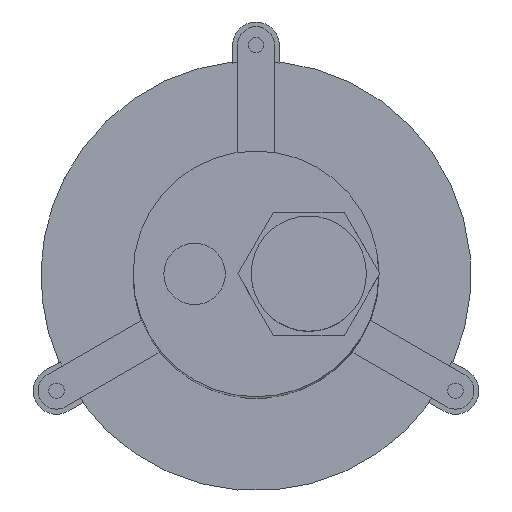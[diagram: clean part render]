
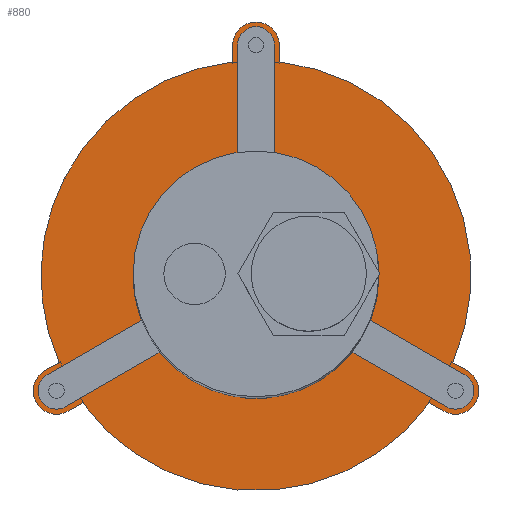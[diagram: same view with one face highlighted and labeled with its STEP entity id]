
A CAD part, top view. The second image highlights one B-rep face of the part: STEP entity #880.
In plain terms, the highlighted face is planar.
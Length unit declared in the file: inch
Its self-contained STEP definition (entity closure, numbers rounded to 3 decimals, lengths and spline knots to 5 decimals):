
#5 = EDGE_CURVE ( 'NONE', #16, #1531, #786, .T. ) ;
#16 = VERTEX_POINT ( 'NONE', #1799 ) ;
#17 = EDGE_CURVE ( 'NONE', #1249, #1453, #228, .T. ) ;
#37 = CARTESIAN_POINT ( 'NONE',  ( -1.60161, -0.7053, 0. ) ) ;
#111 = ORIENTED_EDGE ( 'NONE', *, *, #17, .T. ) ;
#117 = CARTESIAN_POINT ( 'NONE',  ( -1.6238, -0.9375, 0. ) ) ;
#138 = LINE ( 'NONE', #2238, #1708 ) ;
#146 = DIRECTION ( 'NONE',  ( 0., 1., 0. ) ) ;
#165 = EDGE_CURVE ( 'NONE', #1946, #1300, #2025, .T. ) ;
#174 = CARTESIAN_POINT ( 'NONE',  ( 0., 0., 0. ) ) ;
#194 = VERTEX_POINT ( 'NONE', #2021 ) ;
#224 = LINE ( 'NONE', #1686, #1325 ) ;
#228 = CIRCLE ( 'NONE', #1392, 0.19 ) ;
#229 = CARTESIAN_POINT ( 'NONE',  ( -1.5288, -1.10204, 0. ) ) ;
#244 = EDGE_CURVE ( 'NONE', #634, #2556, #2355, .T. ) ;
#262 = CARTESIAN_POINT ( 'NONE',  ( 0., 1.875, 0. ) ) ;
#272 = DIRECTION ( 'NONE',  ( 0.866, -0.5, 0. ) ) ;
#299 = CARTESIAN_POINT ( 'NONE',  ( 1.55615, 0.80071, 0. ) ) ;
#305 = ORIENTED_EDGE ( 'NONE', *, *, #1021, .F. ) ;
#307 = LINE ( 'NONE', #1218, #1346 ) ;
#312 = EDGE_CURVE ( 'NONE', #16, #1249, #138, .T. ) ;
#324 = ORIENTED_EDGE ( 'NONE', *, *, #312, .T. ) ;
#332 = ORIENTED_EDGE ( 'NONE', *, *, #608, .T. ) ;
#343 = ORIENTED_EDGE ( 'NONE', *, *, #1845, .T. ) ;
#356 = ORIENTED_EDGE ( 'NONE', *, *, #1026, .T. ) ;
#363 = CARTESIAN_POINT ( 'NONE',  ( -1.8138, -0.9375, 0. ) ) ;
#408 = ORIENTED_EDGE ( 'NONE', *, *, #165, .F. ) ;
#420 = AXIS2_PLACEMENT_3D ( 'NONE', #1460, #1458, #1450 ) ;
#514 = VECTOR ( 'NONE', #272, 39.37008 ) ;
#545 = CIRCLE ( 'NONE', #420, 0.19 ) ;
#550 = VECTOR ( 'NONE', #894, 39.37008 ) ;
#586 = CARTESIAN_POINT ( 'NONE',  ( 0.19, 1.73971, 0. ) ) ;
#608 = EDGE_CURVE ( 'NONE', #2556, #1110, #224, .T. ) ;
#616 = CIRCLE ( 'NONE', #2211, 1.75 ) ;
#634 = VERTEX_POINT ( 'NONE', #1605 ) ;
#644 = EDGE_CURVE ( 'NONE', #1453, #2504, #1199, .T. ) ;
#696 = ORIENTED_EDGE ( 'NONE', *, *, #1573, .F. ) ;
#786 = CIRCLE ( 'NONE', #1308, 1.75 ) ;
#807 = DIRECTION ( 'NONE',  ( 0.5, -0.866, 0. ) ) ;
#819 = ORIENTED_EDGE ( 'NONE', *, *, #244, .T. ) ;
#820 = CARTESIAN_POINT ( 'NONE',  ( -1.7188, -0.77296, 0. ) ) ;
#831 = DIRECTION ( 'NONE',  ( 1., 0., 0. ) ) ;
#835 = DIRECTION ( 'NONE',  ( 0., 0., 1. ) ) ;
#840 = CARTESIAN_POINT ( 'NONE',  ( 0., 0., 0. ) ) ;
#880 = ADVANCED_FACE ( 'NONE', ( #2466 ), #1083, .F. ) ;
#894 = DIRECTION ( 'NONE',  ( 0.866, 0.5, 0. ) ) ;
#940 = ORIENTED_EDGE ( 'NONE', *, *, #644, .T. ) ;
#1018 = AXIS2_PLACEMENT_3D ( 'NONE', #1562, #1557, #1552 ) ;
#1021 = EDGE_CURVE ( 'NONE', #1703, #2147, #616, .T. ) ;
#1026 = EDGE_CURVE ( 'NONE', #2504, #1300, #1644, .T. ) ;
#1060 = DIRECTION ( 'NONE',  ( 1., 0., 0. ) ) ;
#1062 = LINE ( 'NONE', #2011, #514 ) ;
#1070 = DIRECTION ( 'NONE',  ( 0., 0., 1. ) ) ;
#1083 = PLANE ( 'NONE',  #1938 ) ;
#1101 = CARTESIAN_POINT ( 'NONE',  ( 0., 0., 0. ) ) ;
#1110 = VERTEX_POINT ( 'NONE', #586 ) ;
#1121 = DIRECTION ( 'NONE',  ( -0.866, 0.5, 0. ) ) ;
#1127 = DIRECTION ( 'NONE',  ( 1., 0., 0. ) ) ;
#1146 = CARTESIAN_POINT ( 'NONE',  ( -0.19, 1.73991, 0. ) ) ;
#1165 = CARTESIAN_POINT ( 'NONE',  ( 1.5288, -1.10204, 0. ) ) ;
#1199 = CIRCLE ( 'NONE', #1018, 0.19 ) ;
#1218 = CARTESIAN_POINT ( 'NONE',  ( -0.19, 1.685, 0. ) ) ;
#1249 = VERTEX_POINT ( 'NONE', #229 ) ;
#1260 = DIRECTION ( 'NONE',  ( -1., 0., 0. ) ) ;
#1300 = VERTEX_POINT ( 'NONE', #37 ) ;
#1308 = AXIS2_PLACEMENT_3D ( 'NONE', #1565, #1334, #1127 ) ;
#1320 = VECTOR ( 'NONE', #1121, 39.37008 ) ;
#1325 = VECTOR ( 'NONE', #1653, 39.37008 ) ;
#1334 = DIRECTION ( 'NONE',  ( 0., 0., 1. ) ) ;
#1346 = VECTOR ( 'NONE', #146, 39.37008 ) ;
#1392 = AXIS2_PLACEMENT_3D ( 'NONE', #117, #2605, #807 ) ;
#1437 = EDGE_CURVE ( 'NONE', #1703, #1781, #1062, .T. ) ;
#1450 = DIRECTION ( 'NONE',  ( 0.5, 0.866, 0. ) ) ;
#1453 = VERTEX_POINT ( 'NONE', #363 ) ;
#1454 = ORIENTED_EDGE ( 'NONE', *, *, #1437, .T. ) ;
#1458 = DIRECTION ( 'NONE',  ( 0., 0., -1. ) ) ;
#1460 = CARTESIAN_POINT ( 'NONE',  ( 1.6238, -0.9375, 0. ) ) ;
#1505 = CARTESIAN_POINT ( 'NONE',  ( -1.7188, -0.77296, 0. ) ) ;
#1530 = CARTESIAN_POINT ( 'NONE',  ( 1.7188, -0.77296, 0. ) ) ;
#1531 = VERTEX_POINT ( 'NONE', #2547 ) ;
#1552 = DIRECTION ( 'NONE',  ( 0.5, -0.866, 0. ) ) ;
#1557 = DIRECTION ( 'NONE',  ( 0., 0., -1. ) ) ;
#1562 = CARTESIAN_POINT ( 'NONE',  ( -1.6238, -0.9375, 0. ) ) ;
#1565 = CARTESIAN_POINT ( 'NONE',  ( 0., 0., 0. ) ) ;
#1573 = EDGE_CURVE ( 'NONE', #2147, #1110, #1888, .T. ) ;
#1605 = CARTESIAN_POINT ( 'NONE',  ( -0.19, 1.875, 0. ) ) ;
#1644 = LINE ( 'NONE', #820, #550 ) ;
#1653 = DIRECTION ( 'NONE',  ( 0., -1., 0. ) ) ;
#1655 = CARTESIAN_POINT ( 'NONE',  ( 1.60147, -0.70522, 0. ) ) ;
#1686 = CARTESIAN_POINT ( 'NONE',  ( 0.19, 1.875, 0. ) ) ;
#1703 = VERTEX_POINT ( 'NONE', #1655 ) ;
#1708 = VECTOR ( 'NONE', #2260, 39.37008 ) ;
#1781 = VERTEX_POINT ( 'NONE', #1530 ) ;
#1799 = CARTESIAN_POINT ( 'NONE',  ( -1.41181, -1.0345, 0. ) ) ;
#1805 = AXIS2_PLACEMENT_3D ( 'NONE', #174, #2439, #2062 ) ;
#1845 = EDGE_CURVE ( 'NONE', #1781, #194, #545, .T. ) ;
#1855 = LINE ( 'NONE', #1165, #1320 ) ;
#1888 = CIRCLE ( 'NONE', #2242, 1.75 ) ;
#1938 = AXIS2_PLACEMENT_3D ( 'NONE', #1101, #1070, #1060 ) ;
#1946 = VERTEX_POINT ( 'NONE', #1146 ) ;
#1974 = EDGE_CURVE ( 'NONE', #194, #1531, #1855, .T. ) ;
#2011 = CARTESIAN_POINT ( 'NONE',  ( 1.55425, -0.67796, 0. ) ) ;
#2021 = CARTESIAN_POINT ( 'NONE',  ( 1.5288, -1.10204, 0. ) ) ;
#2025 = CIRCLE ( 'NONE', #1805, 1.75 ) ;
#2062 = DIRECTION ( 'NONE',  ( 1., 0., 0. ) ) ;
#2093 = CARTESIAN_POINT ( 'NONE',  ( 0.19, 1.875, 0. ) ) ;
#2125 = ORIENTED_EDGE ( 'NONE', *, *, #5, .F. ) ;
#2147 = VERTEX_POINT ( 'NONE', #299 ) ;
#2172 = ORIENTED_EDGE ( 'NONE', *, *, #2318, .T. ) ;
#2211 = AXIS2_PLACEMENT_3D ( 'NONE', #840, #835, #831 ) ;
#2238 = CARTESIAN_POINT ( 'NONE',  ( -1.36425, -1.00704, 0. ) ) ;
#2242 = AXIS2_PLACEMENT_3D ( 'NONE', #2437, #2429, #2424 ) ;
#2260 = DIRECTION ( 'NONE',  ( -0.866, -0.5, 0. ) ) ;
#2318 = EDGE_CURVE ( 'NONE', #1946, #634, #307, .T. ) ;
#2328 = EDGE_LOOP ( 'NONE', ( #2486, #2125, #324, #111, #940, #356, #408, #2172, #819, #332, #696, #305, #1454, #343 ) ) ;
#2355 = CIRCLE ( 'NONE', #2526, 0.19 ) ;
#2424 = DIRECTION ( 'NONE',  ( 1., 0., 0. ) ) ;
#2429 = DIRECTION ( 'NONE',  ( 0., 0., 1. ) ) ;
#2437 = CARTESIAN_POINT ( 'NONE',  ( 0., 0., 0. ) ) ;
#2439 = DIRECTION ( 'NONE',  ( 0., 0., 1. ) ) ;
#2466 = FACE_OUTER_BOUND ( 'NONE', #2328, .T. ) ;
#2478 = DIRECTION ( 'NONE',  ( 0., 0., -1. ) ) ;
#2486 = ORIENTED_EDGE ( 'NONE', *, *, #1974, .T. ) ;
#2504 = VERTEX_POINT ( 'NONE', #1505 ) ;
#2526 = AXIS2_PLACEMENT_3D ( 'NONE', #262, #2478, #1260 ) ;
#2547 = CARTESIAN_POINT ( 'NONE',  ( 1.41178, -1.03449, 0. ) ) ;
#2556 = VERTEX_POINT ( 'NONE', #2093 ) ;
#2605 = DIRECTION ( 'NONE',  ( 0., 0., -1. ) ) ;
